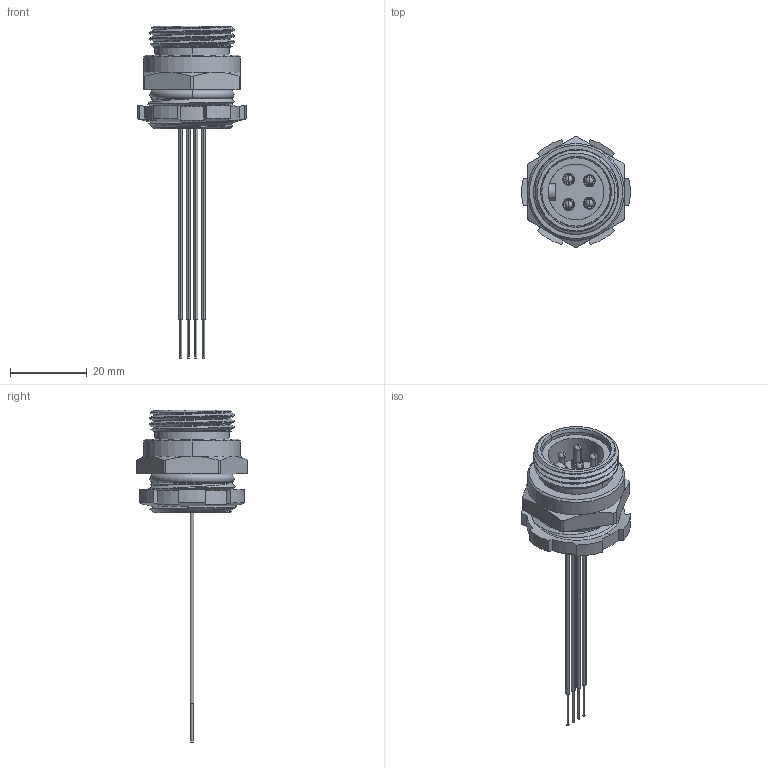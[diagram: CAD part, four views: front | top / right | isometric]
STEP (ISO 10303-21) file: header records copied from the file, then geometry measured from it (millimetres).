
FILE_DESCRIPTION((''),'2;1');
FILE_NAME('250146_SM01_ASM','2026-04-01T09:48:37',('banengservice'),('BANNER ENGINEERING'),'CREO PARAMETRIC BY PTC INC, 2022414','CREO PARAMETRIC BY PTC INC, 2022414','');
FILE_SCHEMA(('CONFIG_CONTROL_DESIGN'));
Length unit declared in the file: millimetre
Products named in the file (2): 250146_EP01; 250146_SM01_ASM
Assembly tree (1 placements, depth 2):
  250146_SM01_ASM
    250146_EP01
Bounding box: 28.35 x 28.85 x 86.8 mm (x, y, z)
Volume: 8021 mm3; surface area: 7569.8 mm2
Topology: 5 solids, 5 shells, 238 faces, 536 edges, 330 vertices
Faces by surface type: cylinder 107, plane 61, cone 40, bspline 12, torus 10, sphere 8
Entity records: 10077 total; most frequent: CARTESIAN_POINT 4756, DIRECTION 1152, ORIENTED_EDGE 1040, EDGE_CURVE 520, AXIS2_PLACEMENT_3D 492, VERTEX_POINT 330, EDGE_LOOP 276, CIRCLE 263
